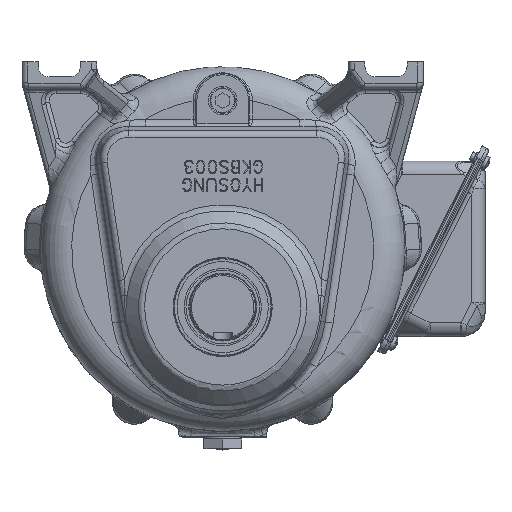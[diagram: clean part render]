
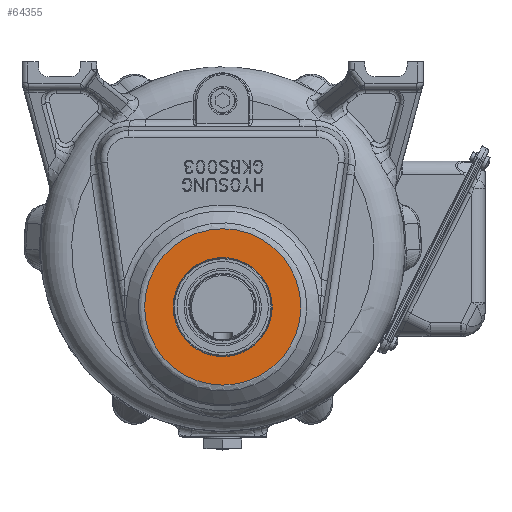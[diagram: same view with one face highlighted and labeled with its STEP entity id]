
A CAD part, top view. The second image highlights one B-rep face of the part: STEP entity #64355.
In plain terms, the highlighted planar face has unit normal (0, 0, 1).
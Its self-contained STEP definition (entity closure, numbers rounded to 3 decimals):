
#1808=PLANE('',#68827);
#16125=ORIENTED_EDGE('',*,*,#36040,.T.);
#16126=ORIENTED_EDGE('',*,*,#36041,.T.);
#36040=EDGE_CURVE('',#45970,#45970,#52059,.F.);
#36041=EDGE_CURVE('',#45971,#45971,#52060,.T.);
#45970=VERTEX_POINT('',#96373);
#45971=VERTEX_POINT('',#96375);
#52059=CIRCLE('',#68828,36.402);
#52060=CIRCLE('',#68829,57.446);
#55158=EDGE_LOOP('',(#16125));
#55159=EDGE_LOOP('',(#16126));
#59721=FACE_BOUND('',#55158,.T.);
#59722=FACE_BOUND('',#55159,.T.);
#64355=ADVANCED_FACE('',(#59721,#59722),#1808,.T.);
#68827=AXIS2_PLACEMENT_3D('',#96371,#75962,#75963);
#68828=AXIS2_PLACEMENT_3D('',#96372,#75964,#75965);
#68829=AXIS2_PLACEMENT_3D('',#96374,#75966,#75967);
#75962=DIRECTION('',(0.,0.,1.));
#75963=DIRECTION('',(1.,0.,0.));
#75964=DIRECTION('',(0.,0.,1.));
#75965=DIRECTION('',(1.,0.,0.));
#75966=DIRECTION('',(0.,0.,1.));
#75967=DIRECTION('',(1.,0.,0.));
#96371=CARTESIAN_POINT('',(0.,-102.68,167.));
#96372=CARTESIAN_POINT('',(0.,-42.78,167.));
#96373=CARTESIAN_POINT('',(36.402,-42.78,167.));
#96374=CARTESIAN_POINT('',(0.,-42.68,167.));
#96375=CARTESIAN_POINT('',(57.446,-42.68,167.));
